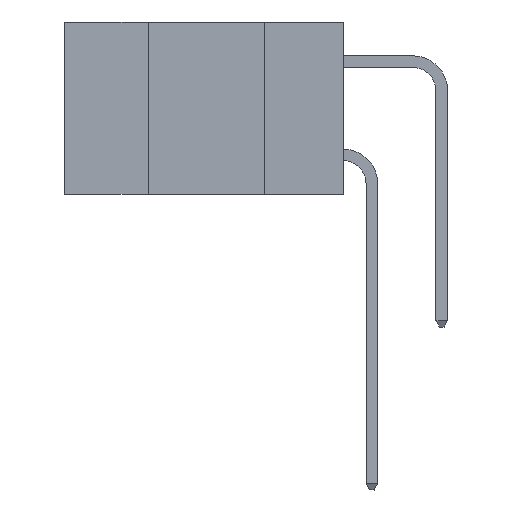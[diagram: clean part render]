
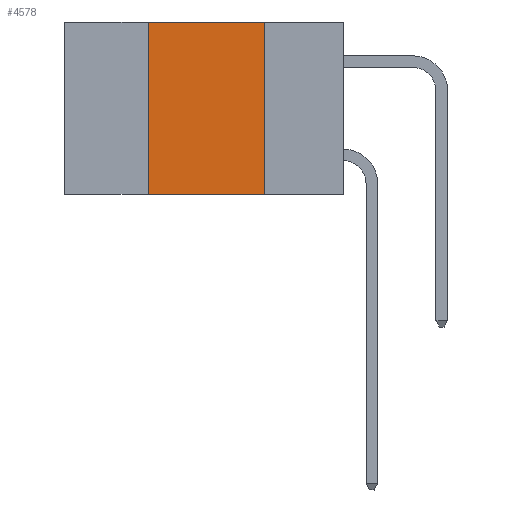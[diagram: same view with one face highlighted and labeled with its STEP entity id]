
A CAD part, left-side view. The second image highlights one B-rep face of the part: STEP entity #4578.
In plain terms, the highlighted planar face has unit normal (-1, 0, 0).
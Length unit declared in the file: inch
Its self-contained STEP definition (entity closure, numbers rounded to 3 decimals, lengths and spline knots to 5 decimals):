
#76 = CARTESIAN_POINT ( 'NONE',  ( 0., 0.42, 0. ) ) ;
#541 = EDGE_CURVE ( 'NONE', #8879, #1283, #10523, .T. ) ;
#893 = LINE ( 'NONE', #76, #7022 ) ;
#1283 = VERTEX_POINT ( 'NONE', #12354 ) ;
#1313 = CARTESIAN_POINT ( 'NONE',  ( 0., 0.6, 0. ) ) ;
#1343 = PLANE ( 'NONE',  #5933 ) ;
#1457 = CARTESIAN_POINT ( 'NONE',  ( 0., 0.6, -0.37 ) ) ;
#1638 = LINE ( 'NONE', #4192, #11526 ) ;
#1696 = EDGE_LOOP ( 'NONE', ( #7983, #7852, #6953, #6490 ) ) ;
#2473 = DIRECTION ( 'NONE',  ( 1., 0., 0. ) ) ;
#2905 = EDGE_CURVE ( 'NONE', #9727, #8684, #1638, .T. ) ;
#3704 = DIRECTION ( 'NONE',  ( 0., -1., 0. ) ) ;
#3890 = DIRECTION ( 'NONE',  ( 0., -1., 0. ) ) ;
#4069 = LINE ( 'NONE', #4885, #9233 ) ;
#4192 = CARTESIAN_POINT ( 'NONE',  ( 0., 0.6, 0. ) ) ;
#4578 = ADVANCED_FACE ( 'NONE', ( #11336 ), #1343, .F. ) ;
#4885 = CARTESIAN_POINT ( 'NONE',  ( 0., 0.17, 0. ) ) ;
#5933 = AXIS2_PLACEMENT_3D ( 'NONE', #1313, #2473, #7095 ) ;
#6214 = DIRECTION ( 'NONE',  ( 0., 0., 1. ) ) ;
#6490 = ORIENTED_EDGE ( 'NONE', *, *, #541, .T. ) ;
#6951 = DIRECTION ( 'NONE',  ( 0., 0., -1. ) ) ;
#6953 = ORIENTED_EDGE ( 'NONE', *, *, #9048, .F. ) ;
#7022 = VECTOR ( 'NONE', #6214, 39.37008 ) ;
#7095 = DIRECTION ( 'NONE',  ( 0., 0., -1. ) ) ;
#7824 = VECTOR ( 'NONE', #3704, 39.37008 ) ;
#7852 = ORIENTED_EDGE ( 'NONE', *, *, #2905, .F. ) ;
#7983 = ORIENTED_EDGE ( 'NONE', *, *, #10138, .F. ) ;
#8684 = VERTEX_POINT ( 'NONE', #12621 ) ;
#8879 = VERTEX_POINT ( 'NONE', #8950 ) ;
#8950 = CARTESIAN_POINT ( 'NONE',  ( 0., 0.42, -0.37 ) ) ;
#9048 = EDGE_CURVE ( 'NONE', #8879, #9727, #893, .T. ) ;
#9233 = VECTOR ( 'NONE', #6951, 39.37008 ) ;
#9295 = CARTESIAN_POINT ( 'NONE',  ( 0., 0.42, 0. ) ) ;
#9727 = VERTEX_POINT ( 'NONE', #9295 ) ;
#10138 = EDGE_CURVE ( 'NONE', #8684, #1283, #4069, .T. ) ;
#10523 = LINE ( 'NONE', #1457, #7824 ) ;
#11336 = FACE_OUTER_BOUND ( 'NONE', #1696, .T. ) ;
#11526 = VECTOR ( 'NONE', #3890, 39.37008 ) ;
#12354 = CARTESIAN_POINT ( 'NONE',  ( 0., 0.17, -0.37 ) ) ;
#12621 = CARTESIAN_POINT ( 'NONE',  ( 0., 0.17, 0. ) ) ;
